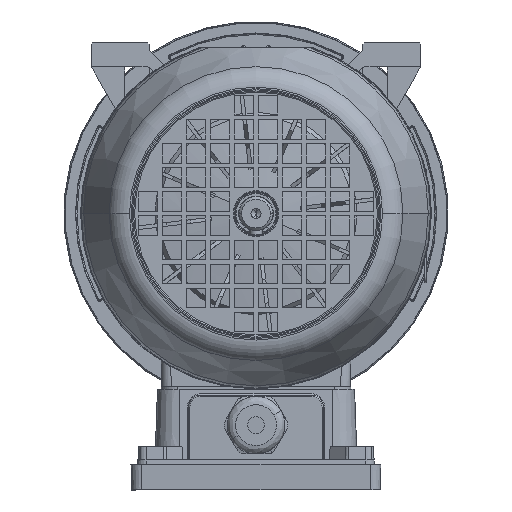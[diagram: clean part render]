
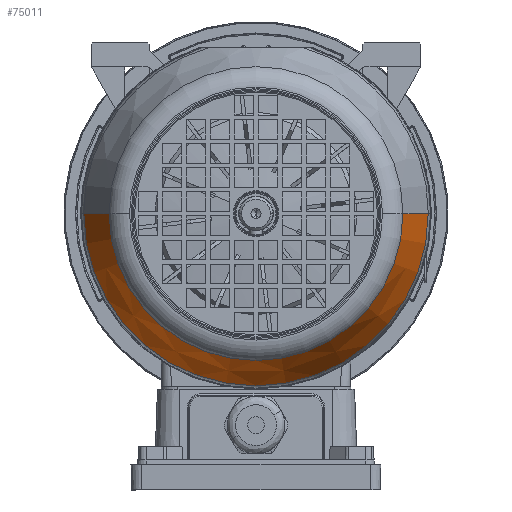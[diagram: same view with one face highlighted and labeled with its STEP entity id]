
A CAD part, left-side view. The second image highlights one B-rep face of the part: STEP entity #75011.
In plain terms, the highlighted conical face has half-angle 23.629 degrees and reference radius 58.5 mm.
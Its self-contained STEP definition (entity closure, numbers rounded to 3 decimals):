
#328 = CARTESIAN_POINT ( 'NONE',  ( 70., 0., 58.5 ) ) ;
#1724 = DIRECTION ( 'NONE',  ( -1., 0., 0. ) ) ;
#2973 = VECTOR ( 'NONE', #8963, 1000. ) ;
#8036 = CIRCLE ( 'NONE', #59843, 61.121 ) ;
#8912 = CARTESIAN_POINT ( 'NONE',  ( 39.916, 0., 0. ) ) ;
#8963 = DIRECTION ( 'NONE',  ( -0.916, 0., -0.401 ) ) ;
#9255 = ORIENTED_EDGE ( 'NONE', *, *, #75639, .T. ) ;
#14918 = FACE_OUTER_BOUND ( 'NONE', #103982, .T. ) ;
#17216 = LINE ( 'NONE', #328, #89572 ) ;
#18815 = AXIS2_PLACEMENT_3D ( 'NONE', #46842, #1724, #58859 ) ;
#21660 = VERTEX_POINT ( 'NONE', #42824 ) ;
#21863 = EDGE_CURVE ( 'NONE', #31611, #21660, #8036, .T. ) ;
#22274 = ORIENTED_EDGE ( 'NONE', *, *, #21863, .T. ) ;
#23471 = EDGE_CURVE ( 'NONE', #21660, #35800, #72511, .T. ) ;
#31611 = VERTEX_POINT ( 'NONE', #59309 ) ;
#35800 = VERTEX_POINT ( 'NONE', #43240 ) ;
#42824 = CARTESIAN_POINT ( 'NONE',  ( 64.008, 0., -61.121 ) ) ;
#43240 = CARTESIAN_POINT ( 'NONE',  ( 39.916, 0., -71.662 ) ) ;
#43554 = VERTEX_POINT ( 'NONE', #64430 ) ;
#46842 = CARTESIAN_POINT ( 'NONE',  ( 70., 0., 0. ) ) ;
#52472 = DIRECTION ( 'NONE',  ( -0.916, 0., 0.401 ) ) ;
#54300 = DIRECTION ( 'NONE',  ( -1., 0., 0. ) ) ;
#55166 = CARTESIAN_POINT ( 'NONE',  ( 70., 0., -58.5 ) ) ;
#58859 = DIRECTION ( 'NONE',  ( 0., 0., 1. ) ) ;
#59309 = CARTESIAN_POINT ( 'NONE',  ( 64.008, 0., 61.121 ) ) ;
#59843 = AXIS2_PLACEMENT_3D ( 'NONE', #106482, #54300, #99495 ) ;
#61122 = CIRCLE ( 'NONE', #79615, 71.662 ) ;
#64430 = CARTESIAN_POINT ( 'NONE',  ( 39.916, 0., 71.662 ) ) ;
#68717 = CONICAL_SURFACE ( 'NONE', #18815, 58.5, 0.412 ) ;
#70808 = ORIENTED_EDGE ( 'NONE', *, *, #97127, .F. ) ;
#72511 = LINE ( 'NONE', #55166, #2973 ) ;
#75011 = ADVANCED_FACE ( 'NONE', ( #14918 ), #68717, .T. ) ;
#75639 = EDGE_CURVE ( 'NONE', #35800, #43554, #61122, .T. ) ;
#79615 = AXIS2_PLACEMENT_3D ( 'NONE', #8912, #84341, #101703 ) ;
#84341 = DIRECTION ( 'NONE',  ( 1., 0., 0. ) ) ;
#89572 = VECTOR ( 'NONE', #52472, 1000. ) ;
#97127 = EDGE_CURVE ( 'NONE', #31611, #43554, #17216, .T. ) ;
#99495 = DIRECTION ( 'NONE',  ( 0., 0., -1. ) ) ;
#101703 = DIRECTION ( 'NONE',  ( 0., 0., -1. ) ) ;
#103982 = EDGE_LOOP ( 'NONE', ( #22274, #108972, #9255, #70808 ) ) ;
#106482 = CARTESIAN_POINT ( 'NONE',  ( 64.008, 0., 0. ) ) ;
#108972 = ORIENTED_EDGE ( 'NONE', *, *, #23471, .T. ) ;
